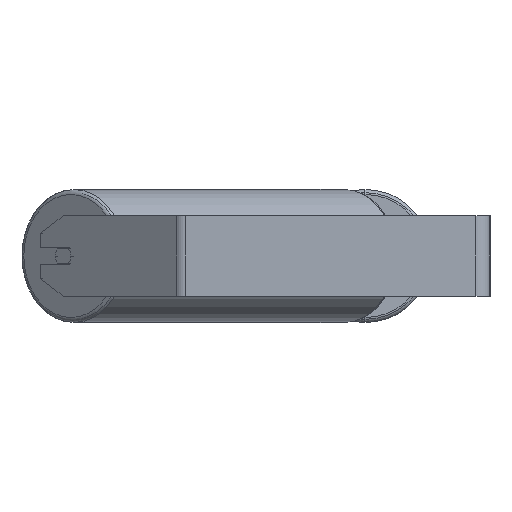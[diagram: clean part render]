
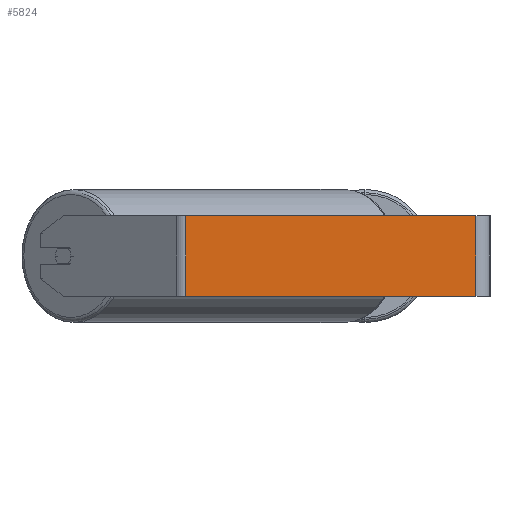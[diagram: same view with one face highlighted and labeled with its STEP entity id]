
A CAD part, left-side view. The second image highlights one B-rep face of the part: STEP entity #5824.
In plain terms, the highlighted planar face has unit normal (-1, 0, 0).
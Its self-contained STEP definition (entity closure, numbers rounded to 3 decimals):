
#29 = VECTOR ( 'NONE', #1395, 1000. ) ;
#581 = PLANE ( 'NONE',  #1985 ) ;
#685 = LINE ( 'NONE', #1346, #29 ) ;
#946 = ORIENTED_EDGE ( 'NONE', *, *, #6311, .F. ) ;
#1346 = CARTESIAN_POINT ( 'NONE',  ( -700., 304.493, 40. ) ) ;
#1395 = DIRECTION ( 'NONE',  ( 0., 0., -1. ) ) ;
#1762 = ORIENTED_EDGE ( 'NONE', *, *, #7495, .T. ) ;
#1909 = CARTESIAN_POINT ( 'NONE',  ( -700., 14., 40. ) ) ;
#1985 = AXIS2_PLACEMENT_3D ( 'NONE', #5422, #2570, #4655 ) ;
#2456 = DIRECTION ( 'NONE',  ( 0., -1., 0. ) ) ;
#2487 = VERTEX_POINT ( 'NONE', #3317 ) ;
#2525 = CARTESIAN_POINT ( 'NONE',  ( -700., 14., -40. ) ) ;
#2538 = ORIENTED_EDGE ( 'NONE', *, *, #7671, .T. ) ;
#2570 = DIRECTION ( 'NONE',  ( 1., 0., 0. ) ) ;
#3004 = VECTOR ( 'NONE', #5350, 1000. ) ;
#3111 = LINE ( 'NONE', #1909, #7107 ) ;
#3213 = CARTESIAN_POINT ( 'NONE',  ( -700., 309.589, -40. ) ) ;
#3242 = CARTESIAN_POINT ( 'NONE',  ( -700., 14., 40. ) ) ;
#3317 = CARTESIAN_POINT ( 'NONE',  ( -700., 304.493, -40. ) ) ;
#3754 = ORIENTED_EDGE ( 'NONE', *, *, #7121, .F. ) ;
#4655 = DIRECTION ( 'NONE',  ( 0., 0., -1. ) ) ;
#4973 = EDGE_LOOP ( 'NONE', ( #1762, #3754, #946, #2538 ) ) ;
#5263 = LINE ( 'NONE', #3213, #3004 ) ;
#5350 = DIRECTION ( 'NONE',  ( 0., -1., 0. ) ) ;
#5422 = CARTESIAN_POINT ( 'NONE',  ( -700., 309.589, 40. ) ) ;
#5778 = DIRECTION ( 'NONE',  ( 0., 0., -1. ) ) ;
#5824 = ADVANCED_FACE ( 'NONE', ( #8676 ), #581, .F. ) ;
#5829 = VERTEX_POINT ( 'NONE', #6607 ) ;
#6311 = EDGE_CURVE ( 'NONE', #5829, #7106, #6547, .T. ) ;
#6547 = LINE ( 'NONE', #8697, #7931 ) ;
#6607 = CARTESIAN_POINT ( 'NONE',  ( -700., 304.493, 40. ) ) ;
#7091 = VERTEX_POINT ( 'NONE', #2525 ) ;
#7106 = VERTEX_POINT ( 'NONE', #3242 ) ;
#7107 = VECTOR ( 'NONE', #5778, 1000. ) ;
#7121 = EDGE_CURVE ( 'NONE', #7106, #7091, #3111, .T. ) ;
#7495 = EDGE_CURVE ( 'NONE', #2487, #7091, #5263, .T. ) ;
#7671 = EDGE_CURVE ( 'NONE', #5829, #2487, #685, .T. ) ;
#7931 = VECTOR ( 'NONE', #2456, 1000. ) ;
#8676 = FACE_OUTER_BOUND ( 'NONE', #4973, .T. ) ;
#8697 = CARTESIAN_POINT ( 'NONE',  ( -700., 309.589, 40. ) ) ;
